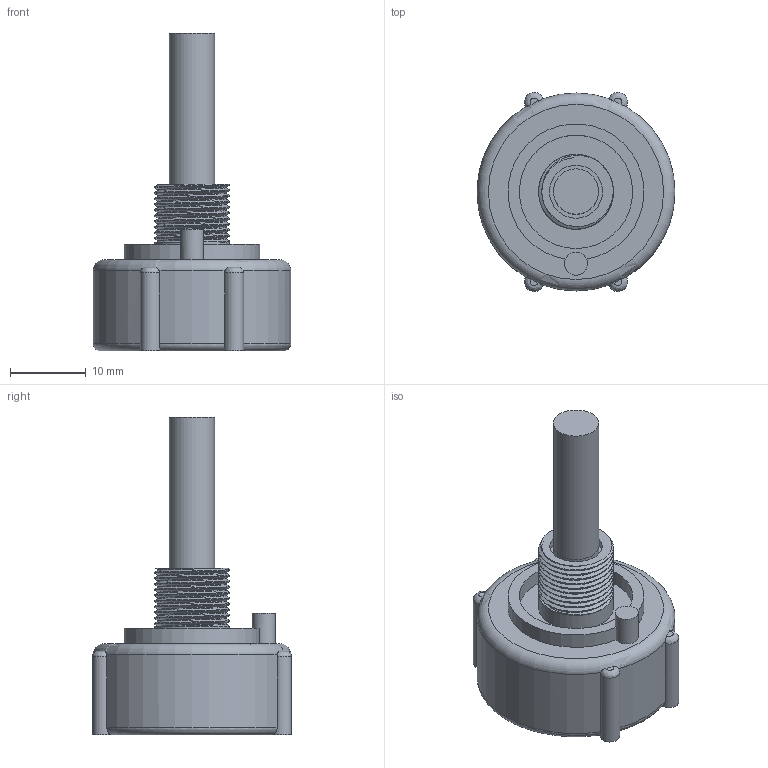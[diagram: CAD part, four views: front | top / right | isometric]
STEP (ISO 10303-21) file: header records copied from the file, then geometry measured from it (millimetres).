
FILE_DESCRIPTION(/* description */ (''),/* implementation_level */ '2;1');
FILE_NAME(/* name */ 'Lorlin_CK-Series_rotary_switch.step',/* time_stamp */ '2021-09-26T13:02:26+02:00',/* author */ (''),/* organization */ (''),/* preprocessor_version */ 'ST-DEVELOPER v18.1',/* originating_system */ 'Autodesk Translation Framework v10.10.0.1391',/* authorisation */ '');
FILE_SCHEMA (('AUTOMOTIVE_DESIGN { 1 0 10303 214 3 1 1 }'));
Length unit declared in the file: millimetre
Products named in the file (1): A320_SW_0002_RotarySwitch
Bounding box: 26.2 x 26.35 x 42.1 mm (x, y, z)
Volume: 8042.4 mm3; surface area: 3239.2 mm2
Topology: 2 solids, 2 shells, 63 faces, 162 edges, 108 vertices
Faces by surface type: cylinder 37, plane 15, bspline 6, torus 5
Full cylindrical faces by diameter (mm): 3.05 x1, 6 x2, 7 x1, 9.047 x3, 9.908 x8, 15 x1
Entity records: 3728 total; most frequent: CARTESIAN_POINT 2266, ORIENTED_EDGE 324, DIRECTION 255, EDGE_CURVE 162, AXIS2_PLACEMENT_3D 109, VERTEX_POINT 108, B_SPLINE_CURVE_WITH_KNOTS 74, EDGE_LOOP 68
